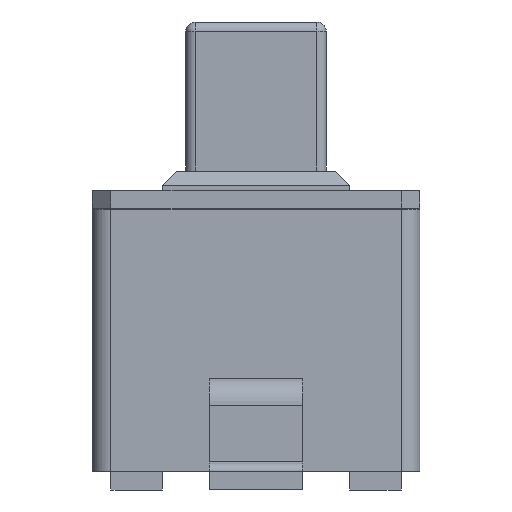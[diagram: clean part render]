
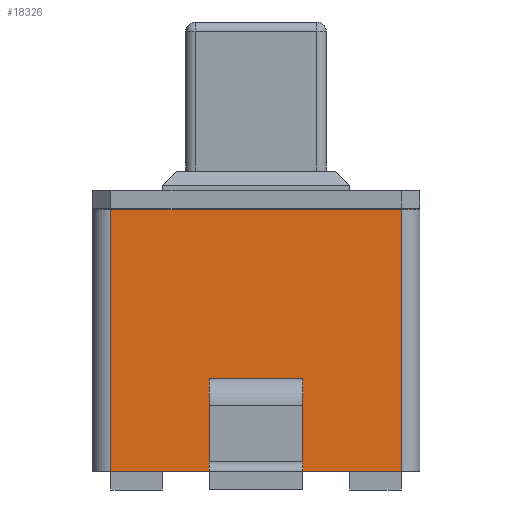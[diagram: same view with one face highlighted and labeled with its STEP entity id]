
A CAD part, left-side view. The second image highlights one B-rep face of the part: STEP entity #18326.
In plain terms, the highlighted planar face has unit normal (-1, 0, 0).
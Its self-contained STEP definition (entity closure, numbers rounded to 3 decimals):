
#99 = CARTESIAN_POINT ( 'NONE',  ( -3., 1.55, 3. ) ) ;
#177 = CARTESIAN_POINT ( 'NONE',  ( -3., 1.55, 0.2 ) ) ;
#544 = CARTESIAN_POINT ( 'NONE',  ( -3., 0., 0.987 ) ) ;
#633 = LINE ( 'NONE', #544, #9836 ) ;
#838 = CARTESIAN_POINT ( 'NONE',  ( -3., 0.5, 1.196 ) ) ;
#913 = VERTEX_POINT ( 'NONE', #6544 ) ;
#940 = CARTESIAN_POINT ( 'NONE',  ( -3., -0.5, 1.196 ) ) ;
#1242 = ORIENTED_EDGE ( 'NONE', *, *, #15729, .F. ) ;
#1380 = VECTOR ( 'NONE', #9727, 1000. ) ;
#2397 = EDGE_LOOP ( 'NONE', ( #5319, #1242, #18620, #7724 ) ) ;
#2660 = LINE ( 'NONE', #2840, #1380 ) ;
#2840 = CARTESIAN_POINT ( 'NONE',  ( -3., 0., 1.196 ) ) ;
#2987 = EDGE_CURVE ( 'NONE', #16710, #6671, #16304, .T. ) ;
#3358 = ORIENTED_EDGE ( 'NONE', *, *, #9813, .F. ) ;
#3367 = CARTESIAN_POINT ( 'NONE',  ( -3., 1.55, 3. ) ) ;
#3773 = ORIENTED_EDGE ( 'NONE', *, *, #8389, .F. ) ;
#4773 = LINE ( 'NONE', #14728, #10774 ) ;
#5134 = VECTOR ( 'NONE', #10565, 1000. ) ;
#5279 = CARTESIAN_POINT ( 'NONE',  ( -3., 1.55, 3. ) ) ;
#5319 = ORIENTED_EDGE ( 'NONE', *, *, #12973, .F. ) ;
#5616 = EDGE_CURVE ( 'NONE', #9613, #913, #6303, .T. ) ;
#5929 = CARTESIAN_POINT ( 'NONE',  ( -3., -1.55, 3. ) ) ;
#6110 = DIRECTION ( 'NONE',  ( 0., 0., -1. ) ) ;
#6303 = LINE ( 'NONE', #14816, #13345 ) ;
#6544 = CARTESIAN_POINT ( 'NONE',  ( -3., 0.5, 0.987 ) ) ;
#6575 = ORIENTED_EDGE ( 'NONE', *, *, #2987, .F. ) ;
#6646 = VERTEX_POINT ( 'NONE', #177 ) ;
#6671 = VERTEX_POINT ( 'NONE', #5929 ) ;
#6925 = DIRECTION ( 'NONE',  ( 0., 1., 0. ) ) ;
#7226 = AXIS2_PLACEMENT_3D ( 'NONE', #5279, #11068, #6925 ) ;
#7351 = DIRECTION ( 'NONE',  ( 0., 1., 0. ) ) ;
#7724 = ORIENTED_EDGE ( 'NONE', *, *, #5616, .F. ) ;
#8389 = EDGE_CURVE ( 'NONE', #6671, #17752, #4773, .T. ) ;
#8429 = VERTEX_POINT ( 'NONE', #940 ) ;
#8940 = ORIENTED_EDGE ( 'NONE', *, *, #17321, .T. ) ;
#9613 = VERTEX_POINT ( 'NONE', #838 ) ;
#9727 = DIRECTION ( 'NONE',  ( 0., 1., 0. ) ) ;
#9813 = EDGE_CURVE ( 'NONE', #17752, #6646, #10062, .T. ) ;
#9836 = VECTOR ( 'NONE', #10723, 1000. ) ;
#10062 = LINE ( 'NONE', #13009, #11065 ) ;
#10565 = DIRECTION ( 'NONE',  ( 0., 0., -1. ) ) ;
#10592 = VERTEX_POINT ( 'NONE', #17457 ) ;
#10723 = DIRECTION ( 'NONE',  ( 0., -1., 0. ) ) ;
#10750 = DIRECTION ( 'NONE',  ( 0., 0., -1. ) ) ;
#10774 = VECTOR ( 'NONE', #6110, 1000. ) ;
#10951 = CARTESIAN_POINT ( 'NONE',  ( -3., -0.5, 3. ) ) ;
#11065 = VECTOR ( 'NONE', #7351, 1000. ) ;
#11068 = DIRECTION ( 'NONE',  ( 1., 0., 0. ) ) ;
#11501 = EDGE_CURVE ( 'NONE', #913, #10592, #633, .T. ) ;
#12116 = CARTESIAN_POINT ( 'NONE',  ( -3., 1.55, 3. ) ) ;
#12406 = PLANE ( 'NONE',  #7226 ) ;
#12584 = DIRECTION ( 'NONE',  ( 0., 0., 1. ) ) ;
#12708 = VECTOR ( 'NONE', #14798, 1000. ) ;
#12973 = EDGE_CURVE ( 'NONE', #8429, #9613, #2660, .T. ) ;
#13009 = CARTESIAN_POINT ( 'NONE',  ( -3., 0., 0.2 ) ) ;
#13332 = LINE ( 'NONE', #12116, #5134 ) ;
#13345 = VECTOR ( 'NONE', #10750, 1000. ) ;
#14086 = LINE ( 'NONE', #10951, #17054 ) ;
#14099 = FACE_BOUND ( 'NONE', #2397, .T. ) ;
#14728 = CARTESIAN_POINT ( 'NONE',  ( -3., -1.55, 3. ) ) ;
#14798 = DIRECTION ( 'NONE',  ( 0., -1., 0. ) ) ;
#14816 = CARTESIAN_POINT ( 'NONE',  ( -3., 0.5, 3. ) ) ;
#15444 = EDGE_LOOP ( 'NONE', ( #3358, #3773, #6575, #8940 ) ) ;
#15729 = EDGE_CURVE ( 'NONE', #10592, #8429, #14086, .T. ) ;
#16001 = CARTESIAN_POINT ( 'NONE',  ( -3., -1.55, 0.2 ) ) ;
#16304 = LINE ( 'NONE', #3367, #12708 ) ;
#16710 = VERTEX_POINT ( 'NONE', #99 ) ;
#17054 = VECTOR ( 'NONE', #12584, 1000. ) ;
#17321 = EDGE_CURVE ( 'NONE', #16710, #6646, #13332, .T. ) ;
#17457 = CARTESIAN_POINT ( 'NONE',  ( -3., -0.5, 0.987 ) ) ;
#17752 = VERTEX_POINT ( 'NONE', #16001 ) ;
#18240 = FACE_OUTER_BOUND ( 'NONE', #15444, .T. ) ;
#18326 = ADVANCED_FACE ( 'NONE', ( #18240, #14099 ), #12406, .F. ) ;
#18620 = ORIENTED_EDGE ( 'NONE', *, *, #11501, .F. ) ;
